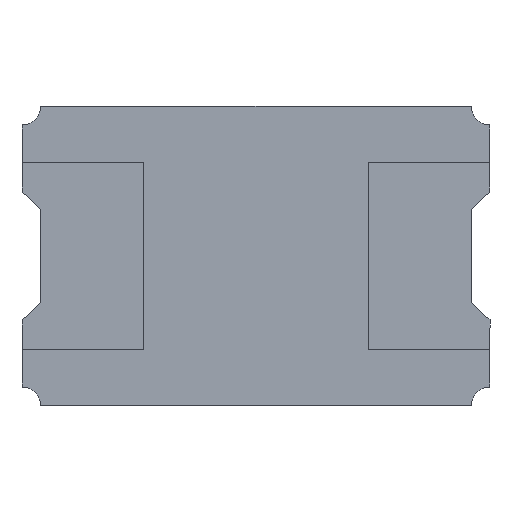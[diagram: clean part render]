
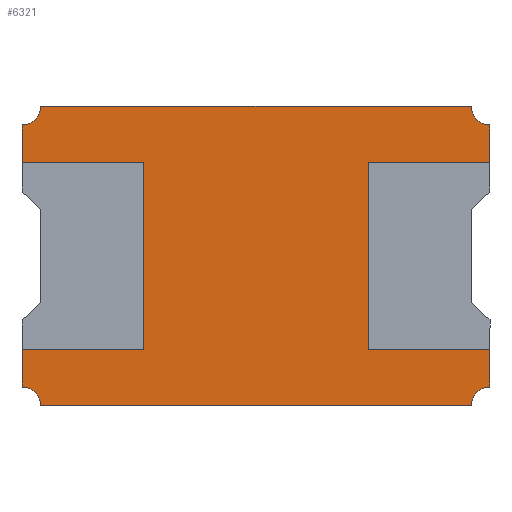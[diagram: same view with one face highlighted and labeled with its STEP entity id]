
A CAD part, front view. The second image highlights one B-rep face of the part: STEP entity #6321.
In plain terms, the highlighted planar face has unit normal (0, -1, 0).
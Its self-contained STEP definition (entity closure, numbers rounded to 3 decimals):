
#32 = CARTESIAN_POINT ( 'NONE',  ( 12., 0., 10. ) ) ;
#53 = CARTESIAN_POINT ( 'NONE',  ( 12., 0., 0. ) ) ;
#97 = DIRECTION ( 'NONE',  ( -1., 0., 0. ) ) ;
#221 = VECTOR ( 'NONE', #7044, 1000. ) ;
#305 = ORIENTED_EDGE ( 'NONE', *, *, #10870, .T. ) ;
#405 = DIRECTION ( 'NONE',  ( 0., 1., 0. ) ) ;
#547 = VECTOR ( 'NONE', #11424, 1000. ) ;
#699 = CARTESIAN_POINT ( 'NONE',  ( -12., 0., -10. ) ) ;
#848 = FACE_OUTER_BOUND ( 'NONE', #2706, .T. ) ;
#955 = CARTESIAN_POINT ( 'NONE',  ( 0., 0., -10. ) ) ;
#968 = CIRCLE ( 'NONE', #10622, 2. ) ;
#976 = VERTEX_POINT ( 'NONE', #9287 ) ;
#1027 = VECTOR ( 'NONE', #11098, 1000. ) ;
#1241 = EDGE_CURVE ( 'NONE', #11574, #3732, #7769, .T. ) ;
#1428 = EDGE_CURVE ( 'NONE', #9981, #976, #3846, .T. ) ;
#1843 = CARTESIAN_POINT ( 'NONE',  ( -23., 0., 16. ) ) ;
#1947 = EDGE_CURVE ( 'NONE', #11178, #5255, #10106, .T. ) ;
#1978 = LINE ( 'NONE', #9809, #13272 ) ;
#2068 = CARTESIAN_POINT ( 'NONE',  ( 25., 0., 10. ) ) ;
#2078 = VECTOR ( 'NONE', #4187, 1000. ) ;
#2079 = VECTOR ( 'NONE', #11998, 1000. ) ;
#2143 = DIRECTION ( 'NONE',  ( 0., 0., 1. ) ) ;
#2214 = ORIENTED_EDGE ( 'NONE', *, *, #7359, .T. ) ;
#2435 = VECTOR ( 'NONE', #2143, 1000. ) ;
#2525 = DIRECTION ( 'NONE',  ( 0., 0., 1. ) ) ;
#2560 = EDGE_CURVE ( 'NONE', #976, #11574, #9566, .T. ) ;
#2611 = EDGE_CURVE ( 'NONE', #4920, #4866, #7220, .T. ) ;
#2706 = EDGE_LOOP ( 'NONE', ( #8058, #7664, #6779, #13210, #2214, #8842, #10759, #4164, #12235, #8001, #305, #7788, #6660, #4213, #11660, #12773 ) ) ;
#2774 = EDGE_CURVE ( 'NONE', #10138, #3915, #5016, .T. ) ;
#3180 = CARTESIAN_POINT ( 'NONE',  ( 25., 0., -10. ) ) ;
#3214 = CARTESIAN_POINT ( 'NONE',  ( -25., 0., 16. ) ) ;
#3265 = LINE ( 'NONE', #955, #5001 ) ;
#3267 = LINE ( 'NONE', #6531, #1027 ) ;
#3282 = VECTOR ( 'NONE', #8801, 1000. ) ;
#3315 = CARTESIAN_POINT ( 'NONE',  ( 23., 0., 16. ) ) ;
#3380 = VERTEX_POINT ( 'NONE', #6648 ) ;
#3723 = EDGE_CURVE ( 'NONE', #9672, #11725, #7989, .T. ) ;
#3732 = VERTEX_POINT ( 'NONE', #1843 ) ;
#3846 = LINE ( 'NONE', #12549, #221 ) ;
#3915 = VERTEX_POINT ( 'NONE', #3180 ) ;
#3930 = CARTESIAN_POINT ( 'NONE',  ( 23., 0., 16. ) ) ;
#4019 = CARTESIAN_POINT ( 'NONE',  ( 25., 0., -16. ) ) ;
#4099 = DIRECTION ( 'NONE',  ( -1., 0., 0. ) ) ;
#4164 = ORIENTED_EDGE ( 'NONE', *, *, #13313, .T. ) ;
#4173 = DIRECTION ( 'NONE',  ( 0., 0., 1. ) ) ;
#4187 = DIRECTION ( 'NONE',  ( -1., 0., 0. ) ) ;
#4213 = ORIENTED_EDGE ( 'NONE', *, *, #2774, .T. ) ;
#4358 = CARTESIAN_POINT ( 'NONE',  ( -12., 0., 0. ) ) ;
#4622 = CARTESIAN_POINT ( 'NONE',  ( 25., 0., -14. ) ) ;
#4744 = DIRECTION ( 'NONE',  ( 0., 0., 1. ) ) ;
#4866 = VERTEX_POINT ( 'NONE', #12495 ) ;
#4874 = CARTESIAN_POINT ( 'NONE',  ( -25., 0., -16. ) ) ;
#4920 = VERTEX_POINT ( 'NONE', #7217 ) ;
#4924 = PLANE ( 'NONE',  #11354 ) ;
#5001 = VECTOR ( 'NONE', #5188, 1000. ) ;
#5016 = LINE ( 'NONE', #4622, #3282 ) ;
#5188 = DIRECTION ( 'NONE',  ( 1., 0., 0. ) ) ;
#5255 = VERTEX_POINT ( 'NONE', #9541 ) ;
#5260 = DIRECTION ( 'NONE',  ( 0., 0., 1. ) ) ;
#5361 = DIRECTION ( 'NONE',  ( 0., 0., 1. ) ) ;
#5412 = DIRECTION ( 'NONE',  ( 0., 1., 0. ) ) ;
#5624 = AXIS2_PLACEMENT_3D ( 'NONE', #3214, #14011, #4173 ) ;
#5682 = EDGE_CURVE ( 'NONE', #9981, #11178, #8090, .T. ) ;
#5939 = VERTEX_POINT ( 'NONE', #9180 ) ;
#5981 = CARTESIAN_POINT ( 'NONE',  ( 23., 0., -16. ) ) ;
#6321 = ADVANCED_FACE ( 'NONE', ( #848 ), #4924, .F. ) ;
#6494 = CARTESIAN_POINT ( 'NONE',  ( -25., 0., 6.826 ) ) ;
#6531 = CARTESIAN_POINT ( 'NONE',  ( 0., 0., -10. ) ) ;
#6588 = EDGE_CURVE ( 'NONE', #5255, #3915, #3265, .T. ) ;
#6648 = CARTESIAN_POINT ( 'NONE',  ( -12., 0., 10. ) ) ;
#6660 = ORIENTED_EDGE ( 'NONE', *, *, #9519, .T. ) ;
#6744 = VECTOR ( 'NONE', #97, 1000. ) ;
#6779 = ORIENTED_EDGE ( 'NONE', *, *, #2560, .T. ) ;
#6950 = LINE ( 'NONE', #4358, #7971 ) ;
#7044 = DIRECTION ( 'NONE',  ( 0., 0., 1. ) ) ;
#7217 = CARTESIAN_POINT ( 'NONE',  ( -25., 0., 10. ) ) ;
#7220 = LINE ( 'NONE', #6494, #2435 ) ;
#7359 = EDGE_CURVE ( 'NONE', #3732, #4866, #11075, .T. ) ;
#7475 = CARTESIAN_POINT ( 'NONE',  ( 0., 0., 10. ) ) ;
#7664 = ORIENTED_EDGE ( 'NONE', *, *, #1428, .T. ) ;
#7744 = DIRECTION ( 'NONE',  ( 0., 0., 1. ) ) ;
#7769 = LINE ( 'NONE', #3315, #6744 ) ;
#7788 = ORIENTED_EDGE ( 'NONE', *, *, #3723, .F. ) ;
#7879 = CIRCLE ( 'NONE', #13983, 2. ) ;
#7971 = VECTOR ( 'NONE', #14142, 1000. ) ;
#7989 = LINE ( 'NONE', #13806, #10359 ) ;
#8001 = ORIENTED_EDGE ( 'NONE', *, *, #11076, .F. ) ;
#8058 = ORIENTED_EDGE ( 'NONE', *, *, #5682, .F. ) ;
#8090 = LINE ( 'NONE', #7475, #2078 ) ;
#8460 = EDGE_CURVE ( 'NONE', #4920, #3380, #11640, .T. ) ;
#8801 = DIRECTION ( 'NONE',  ( 0., 0., 1. ) ) ;
#8815 = CARTESIAN_POINT ( 'NONE',  ( 25., 0., -14. ) ) ;
#8842 = ORIENTED_EDGE ( 'NONE', *, *, #2611, .F. ) ;
#9043 = DIRECTION ( 'NONE',  ( 0., 1., 0. ) ) ;
#9180 = CARTESIAN_POINT ( 'NONE',  ( -25., 0., -14. ) ) ;
#9287 = CARTESIAN_POINT ( 'NONE',  ( 25., 0., 14. ) ) ;
#9385 = DIRECTION ( 'NONE',  ( 0., 1., 0. ) ) ;
#9519 = EDGE_CURVE ( 'NONE', #9672, #10138, #7879, .T. ) ;
#9541 = CARTESIAN_POINT ( 'NONE',  ( 12., 0., -10. ) ) ;
#9557 = VERTEX_POINT ( 'NONE', #699 ) ;
#9566 = CIRCLE ( 'NONE', #13440, 2. ) ;
#9598 = EDGE_CURVE ( 'NONE', #9557, #12386, #3267, .T. ) ;
#9672 = VERTEX_POINT ( 'NONE', #5981 ) ;
#9809 = CARTESIAN_POINT ( 'NONE',  ( -25., 0., -14. ) ) ;
#9843 = CARTESIAN_POINT ( 'NONE',  ( -23., 0., -16. ) ) ;
#9981 = VERTEX_POINT ( 'NONE', #2068 ) ;
#10106 = LINE ( 'NONE', #53, #2079 ) ;
#10138 = VERTEX_POINT ( 'NONE', #8815 ) ;
#10359 = VECTOR ( 'NONE', #4099, 1000. ) ;
#10622 = AXIS2_PLACEMENT_3D ( 'NONE', #11250, #405, #4744 ) ;
#10759 = ORIENTED_EDGE ( 'NONE', *, *, #8460, .T. ) ;
#10861 = CARTESIAN_POINT ( 'NONE',  ( 25., 0., 16. ) ) ;
#10870 = EDGE_CURVE ( 'NONE', #5939, #11725, #968, .T. ) ;
#11075 = CIRCLE ( 'NONE', #5624, 2. ) ;
#11076 = EDGE_CURVE ( 'NONE', #5939, #12386, #1978, .T. ) ;
#11098 = DIRECTION ( 'NONE',  ( -1., 0., 0. ) ) ;
#11178 = VERTEX_POINT ( 'NONE', #32 ) ;
#11250 = CARTESIAN_POINT ( 'NONE',  ( -25., 0., -16. ) ) ;
#11354 = AXIS2_PLACEMENT_3D ( 'NONE', #4874, #9043, #2525 ) ;
#11424 = DIRECTION ( 'NONE',  ( 1., 0., 0. ) ) ;
#11574 = VERTEX_POINT ( 'NONE', #3930 ) ;
#11640 = LINE ( 'NONE', #12469, #547 ) ;
#11660 = ORIENTED_EDGE ( 'NONE', *, *, #6588, .F. ) ;
#11725 = VERTEX_POINT ( 'NONE', #9843 ) ;
#11935 = CARTESIAN_POINT ( 'NONE',  ( -25., 0., -10. ) ) ;
#11998 = DIRECTION ( 'NONE',  ( 0., 0., -1. ) ) ;
#12235 = ORIENTED_EDGE ( 'NONE', *, *, #9598, .T. ) ;
#12386 = VERTEX_POINT ( 'NONE', #11935 ) ;
#12469 = CARTESIAN_POINT ( 'NONE',  ( 0., 0., 10. ) ) ;
#12495 = CARTESIAN_POINT ( 'NONE',  ( -25., 0., 14. ) ) ;
#12549 = CARTESIAN_POINT ( 'NONE',  ( 25., 0., 6.826 ) ) ;
#12773 = ORIENTED_EDGE ( 'NONE', *, *, #1947, .F. ) ;
#13210 = ORIENTED_EDGE ( 'NONE', *, *, #1241, .T. ) ;
#13272 = VECTOR ( 'NONE', #7744, 1000. ) ;
#13313 = EDGE_CURVE ( 'NONE', #3380, #9557, #6950, .T. ) ;
#13440 = AXIS2_PLACEMENT_3D ( 'NONE', #10861, #5412, #5361 ) ;
#13806 = CARTESIAN_POINT ( 'NONE',  ( 23., 0., -16. ) ) ;
#13983 = AXIS2_PLACEMENT_3D ( 'NONE', #4019, #9385, #5260 ) ;
#14011 = DIRECTION ( 'NONE',  ( 0., 1., 0. ) ) ;
#14142 = DIRECTION ( 'NONE',  ( 0., 0., -1. ) ) ;
